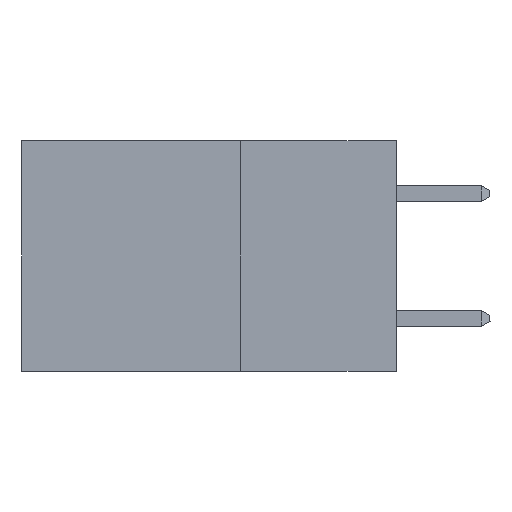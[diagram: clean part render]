
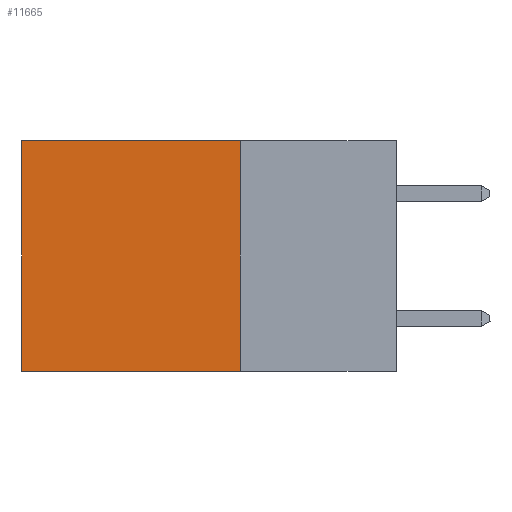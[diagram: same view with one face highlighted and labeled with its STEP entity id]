
A CAD part, left-side view. The second image highlights one B-rep face of the part: STEP entity #11665.
In plain terms, the highlighted planar face has unit normal (-1, 0, 0).
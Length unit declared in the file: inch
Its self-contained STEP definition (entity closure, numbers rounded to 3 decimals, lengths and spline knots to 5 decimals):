
#332 = FACE_OUTER_BOUND ( 'NONE', #3976, .T. ) ;
#777 = VERTEX_POINT ( 'NONE', #27736 ) ;
#782 = ORIENTED_EDGE ( 'NONE', *, *, #14219, .T. ) ;
#2680 = AXIS2_PLACEMENT_3D ( 'NONE', #31190, #23910, #9158 ) ;
#3563 = VERTEX_POINT ( 'NONE', #12054 ) ;
#3588 = LINE ( 'NONE', #23981, #16814 ) ;
#3976 = EDGE_LOOP ( 'NONE', ( #24234, #18256, #18422, #782 ) ) ;
#6624 = PLANE ( 'NONE',  #2680 ) ;
#8296 = EDGE_CURVE ( 'NONE', #30193, #3563, #17045, .T. ) ;
#8345 = CARTESIAN_POINT ( 'NONE',  ( 0.298, 0.25, -0.37 ) ) ;
#9158 = DIRECTION ( 'NONE',  ( 0., 0., -1. ) ) ;
#9914 = LINE ( 'NONE', #16523, #14974 ) ;
#10464 = VECTOR ( 'NONE', #29241, 39.37008 ) ;
#11258 = EDGE_CURVE ( 'NONE', #31467, #3563, #24357, .T. ) ;
#11665 = ADVANCED_FACE ( 'NONE', ( #332 ), #6624, .F. ) ;
#11766 = DIRECTION ( 'NONE',  ( 0., 0., -1. ) ) ;
#12054 = CARTESIAN_POINT ( 'NONE',  ( 0.298, 0.6, -0.37 ) ) ;
#14219 = EDGE_CURVE ( 'NONE', #777, #31467, #9914, .T. ) ;
#14974 = VECTOR ( 'NONE', #28704, 39.37008 ) ;
#15938 = EDGE_CURVE ( 'NONE', #777, #30193, #3588, .T. ) ;
#16523 = CARTESIAN_POINT ( 'NONE',  ( 0.298, 0.25, 0. ) ) ;
#16719 = CARTESIAN_POINT ( 'NONE',  ( 0.298, 0.6, 0. ) ) ;
#16814 = VECTOR ( 'NONE', #11766, 39.37008 ) ;
#17045 = LINE ( 'NONE', #19404, #10464 ) ;
#18256 = ORIENTED_EDGE ( 'NONE', *, *, #8296, .F. ) ;
#18422 = ORIENTED_EDGE ( 'NONE', *, *, #15938, .F. ) ;
#19404 = CARTESIAN_POINT ( 'NONE',  ( 0.298, 0.25, -0.37 ) ) ;
#20174 = DIRECTION ( 'NONE',  ( 0., 0., -1. ) ) ;
#22631 = CARTESIAN_POINT ( 'NONE',  ( 0.298, 0.6, 0. ) ) ;
#23584 = VECTOR ( 'NONE', #20174, 39.37008 ) ;
#23910 = DIRECTION ( 'NONE',  ( 1., 0., 0. ) ) ;
#23981 = CARTESIAN_POINT ( 'NONE',  ( 0.298, 0.25, 0. ) ) ;
#24234 = ORIENTED_EDGE ( 'NONE', *, *, #11258, .T. ) ;
#24357 = LINE ( 'NONE', #22631, #23584 ) ;
#27736 = CARTESIAN_POINT ( 'NONE',  ( 0.298, 0.25, 0. ) ) ;
#28704 = DIRECTION ( 'NONE',  ( 0., 1., 0. ) ) ;
#29241 = DIRECTION ( 'NONE',  ( 0., 1., 0. ) ) ;
#30193 = VERTEX_POINT ( 'NONE', #8345 ) ;
#31190 = CARTESIAN_POINT ( 'NONE',  ( 0.298, 0.25, 0. ) ) ;
#31467 = VERTEX_POINT ( 'NONE', #16719 ) ;
